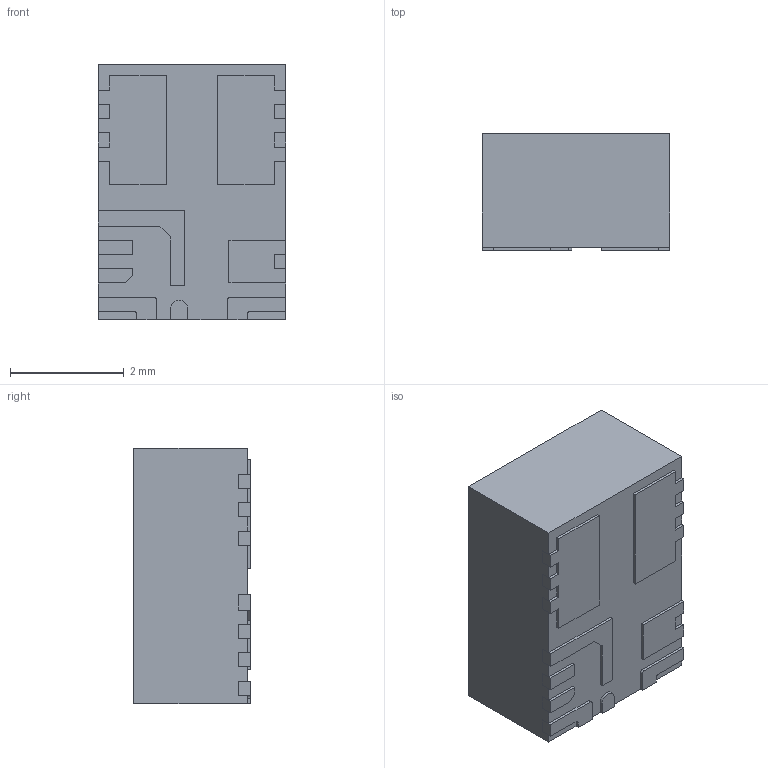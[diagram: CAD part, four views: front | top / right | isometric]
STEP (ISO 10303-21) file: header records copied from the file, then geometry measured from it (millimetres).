
FILE_DESCRIPTION (( 'STEP AP214' ), '1' );
FILE_NAME ('RCJ9.STEP', '2025-04-15T11:33:41', ( '' ), ( '' ), 'SwSTEP 2.0', 'SolidWorks 2021', '' );
FILE_SCHEMA (( 'AUTOMOTIVE_DESIGN' ));
Length unit declared in the file: millimetre
Products named in the file (1): RCJ9
Bounding box: 3.3 x 2.05 x 4.5 mm (x, y, z)
Volume: 30 mm3; surface area: 85.1 mm2
Topology: 11 solids, 11 shells, 183 faces, 480 edges, 320 vertices
Faces by surface type: plane 169, cylinder 14
Entity records: 5666 total; most frequent: CARTESIAN_POINT 984, ORIENTED_EDGE 960, DIRECTION 876, EDGE_CURVE 480, VECTOR 452, LINE 452, VERTEX_POINT 320, AXIS2_PLACEMENT_3D 212
